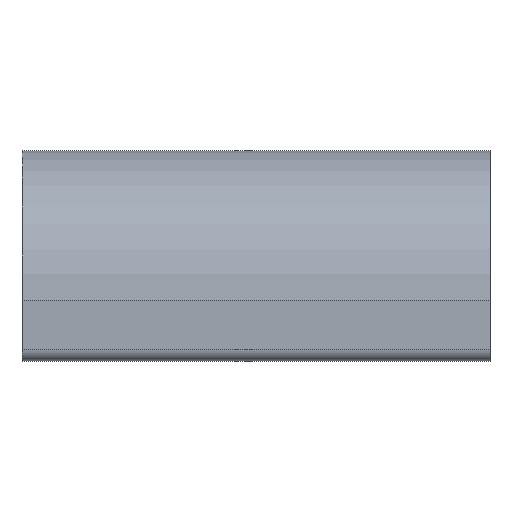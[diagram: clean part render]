
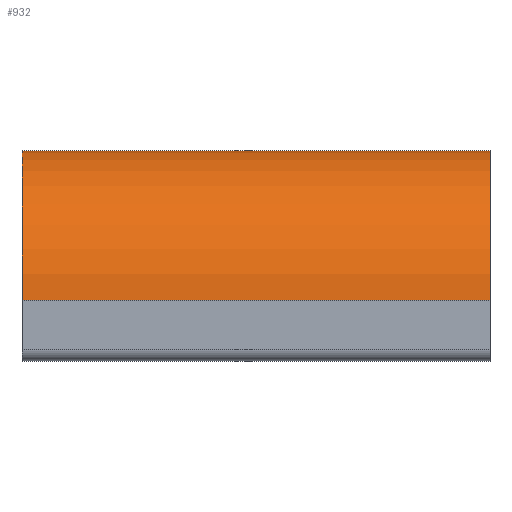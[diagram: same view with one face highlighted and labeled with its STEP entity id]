
A CAD part, top view. The second image highlights one B-rep face of the part: STEP entity #932.
In plain terms, the highlighted cylindrical face has radius 32 mm (diameter 64 mm), a partial arc.
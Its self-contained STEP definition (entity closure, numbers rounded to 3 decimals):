
#85 = CIRCLE ( 'NONE', #663, 32. ) ;
#91 = CARTESIAN_POINT ( 'NONE',  ( 59.184, 45.398, -9.5 ) ) ;
#186 = VECTOR ( 'NONE', #831, 1000. ) ;
#201 = DIRECTION ( 'NONE',  ( -1., 0., 0. ) ) ;
#266 = CARTESIAN_POINT ( 'NONE',  ( 59.184, 45.398, 22.5 ) ) ;
#315 = EDGE_LOOP ( 'NONE', ( #1484, #1373, #1168, #1718 ) ) ;
#562 = EDGE_CURVE ( 'NONE', #1995, #1940, #1234, .T. ) ;
#626 = AXIS2_PLACEMENT_3D ( 'NONE', #91, #753, #1711 ) ;
#663 = AXIS2_PLACEMENT_3D ( 'NONE', #1047, #1696, #708 ) ;
#681 = VERTEX_POINT ( 'NONE', #1811 ) ;
#708 = DIRECTION ( 'NONE',  ( 0., 0., -1. ) ) ;
#753 = DIRECTION ( 'NONE',  ( 1., 0., 0. ) ) ;
#831 = DIRECTION ( 'NONE',  ( -1., 0., 0. ) ) ;
#851 = FACE_OUTER_BOUND ( 'NONE', #315, .T. ) ;
#877 = CARTESIAN_POINT ( 'NONE',  ( -40.816, 45.398, 22.5 ) ) ;
#878 = AXIS2_PLACEMENT_3D ( 'NONE', #1503, #201, #1957 ) ;
#932 = ADVANCED_FACE ( 'NONE', ( #851 ), #1656, .T. ) ;
#1001 = CARTESIAN_POINT ( 'NONE',  ( 59.184, 77.398, -9.5 ) ) ;
#1040 = EDGE_CURVE ( 'NONE', #681, #1241, #1857, .T. ) ;
#1047 = CARTESIAN_POINT ( 'NONE',  ( -40.816, 45.398, -9.5 ) ) ;
#1070 = EDGE_CURVE ( 'NONE', #1241, #1940, #85, .T. ) ;
#1102 = DIRECTION ( 'NONE',  ( -1., 0., 0. ) ) ;
#1168 = ORIENTED_EDGE ( 'NONE', *, *, #1452, .F. ) ;
#1234 = LINE ( 'NONE', #266, #1990 ) ;
#1241 = VERTEX_POINT ( 'NONE', #2063 ) ;
#1373 = ORIENTED_EDGE ( 'NONE', *, *, #562, .F. ) ;
#1452 = EDGE_CURVE ( 'NONE', #681, #1995, #1774, .T. ) ;
#1484 = ORIENTED_EDGE ( 'NONE', *, *, #1070, .T. ) ;
#1503 = CARTESIAN_POINT ( 'NONE',  ( 59.184, 45.398, -9.5 ) ) ;
#1571 = CARTESIAN_POINT ( 'NONE',  ( 59.184, 45.398, 22.5 ) ) ;
#1656 = CYLINDRICAL_SURFACE ( 'NONE', #878, 32. ) ;
#1696 = DIRECTION ( 'NONE',  ( 1., 0., 0. ) ) ;
#1711 = DIRECTION ( 'NONE',  ( 0., 0., -1. ) ) ;
#1718 = ORIENTED_EDGE ( 'NONE', *, *, #1040, .T. ) ;
#1774 = CIRCLE ( 'NONE', #626, 32. ) ;
#1811 = CARTESIAN_POINT ( 'NONE',  ( 59.184, 77.398, -9.5 ) ) ;
#1857 = LINE ( 'NONE', #1001, #186 ) ;
#1940 = VERTEX_POINT ( 'NONE', #877 ) ;
#1957 = DIRECTION ( 'NONE',  ( 0., 0., 1. ) ) ;
#1990 = VECTOR ( 'NONE', #1102, 1000. ) ;
#1995 = VERTEX_POINT ( 'NONE', #1571 ) ;
#2063 = CARTESIAN_POINT ( 'NONE',  ( -40.816, 77.398, -9.5 ) ) ;
